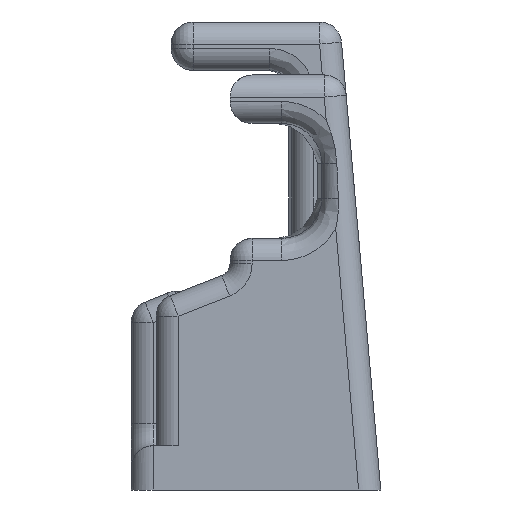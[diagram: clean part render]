
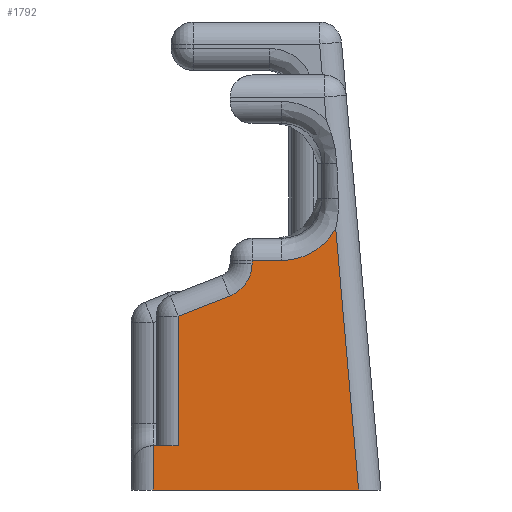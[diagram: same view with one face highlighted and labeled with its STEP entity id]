
A CAD part, left-side view. The second image highlights one B-rep face of the part: STEP entity #1792.
In plain terms, the highlighted planar face has unit normal (-1, 0, 0).
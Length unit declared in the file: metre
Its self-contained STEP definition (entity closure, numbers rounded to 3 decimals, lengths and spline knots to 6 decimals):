
#130=CIRCLE('',#1925,0.004);
#222=LINE('',#2759,#361);
#223=LINE('',#2762,#362);
#224=LINE('',#2764,#363);
#225=LINE('',#2766,#364);
#226=LINE('',#2774,#365);
#227=LINE('',#2776,#366);
#228=LINE('',#2780,#367);
#229=LINE('',#2782,#368);
#361=VECTOR('',#2160,1.);
#362=VECTOR('',#2161,1.);
#363=VECTOR('',#2162,1.);
#364=VECTOR('',#2163,1.);
#365=VECTOR('',#2164,1.);
#366=VECTOR('',#2165,1.);
#367=VECTOR('',#2168,1.);
#368=VECTOR('',#2169,1.);
#502=ORIENTED_EDGE('',*,*,#1062,.T.);
#503=ORIENTED_EDGE('',*,*,#1063,.T.);
#504=ORIENTED_EDGE('',*,*,#1064,.F.);
#505=ORIENTED_EDGE('',*,*,#1065,.T.);
#506=ORIENTED_EDGE('',*,*,#1066,.T.);
#507=ORIENTED_EDGE('',*,*,#1067,.T.);
#508=ORIENTED_EDGE('',*,*,#1068,.T.);
#509=ORIENTED_EDGE('',*,*,#1069,.T.);
#510=ORIENTED_EDGE('',*,*,#1070,.T.);
#511=ORIENTED_EDGE('',*,*,#1071,.T.);
#1062=EDGE_CURVE('',#1342,#1343,#222,.T.);
#1063=EDGE_CURVE('',#1343,#1344,#223,.F.);
#1064=EDGE_CURVE('',#1345,#1344,#224,.T.);
#1065=EDGE_CURVE('',#1345,#1346,#225,.T.);
#1066=EDGE_CURVE('',#1346,#1347,#1498,.T.);
#1067=EDGE_CURVE('',#1347,#1348,#226,.T.);
#1068=EDGE_CURVE('',#1348,#1349,#227,.F.);
#1069=EDGE_CURVE('',#1349,#1350,#130,.F.);
#1070=EDGE_CURVE('',#1350,#1351,#228,.F.);
#1071=EDGE_CURVE('',#1351,#1342,#229,.T.);
#1342=VERTEX_POINT('',#2760);
#1343=VERTEX_POINT('',#2761);
#1344=VERTEX_POINT('',#2763);
#1345=VERTEX_POINT('',#2765);
#1346=VERTEX_POINT('',#2767);
#1347=VERTEX_POINT('',#2773);
#1348=VERTEX_POINT('',#2775);
#1349=VERTEX_POINT('',#2777);
#1350=VERTEX_POINT('',#2779);
#1351=VERTEX_POINT('',#2781);
#1498=B_SPLINE_CURVE_WITH_KNOTS('',3,(#2768,#2769,#2770,#2771,#2772),
 .UNSPECIFIED.,.F.,.F.,(4,1,4),(0.003554,0.007255,
0.010955),.UNSPECIFIED.);
#1519=EDGE_LOOP('',(#502,#503,#504,#505,#506,#507,#508,#509,#510,#511));
#1639=FACE_BOUND('',#1519,.T.);
#1759=PLANE('',#1924);
#1792=ADVANCED_FACE('',(#1639),#1759,.T.);
#1924=AXIS2_PLACEMENT_3D('',#2758,#2158,#2159);
#1925=AXIS2_PLACEMENT_3D('',#2778,#2166,#2167);
#2158=DIRECTION('',(-1.,0.,0.));
#2159=DIRECTION('',(0.,1.,0.));
#2160=DIRECTION('',(0.,1.,0.));
#2161=DIRECTION('',(0.,0.,1.));
#2162=DIRECTION('',(0.,1.,0.));
#2163=DIRECTION('',(0.,0.087,0.996));
#2164=DIRECTION('',(0.,1.,0.));
#2165=DIRECTION('',(0.,0.,1.));
#2166=DIRECTION('',(-1.,0.,0.));
#2167=DIRECTION('',(0.,1.,0.));
#2168=DIRECTION('',(0.,-0.932,0.363));
#2169=DIRECTION('',(0.,0.,-1.));
#2758=CARTESIAN_POINT('',(-0.077599,-0.023135,0.015));
#2759=CARTESIAN_POINT('',(-0.077599,-0.020001,-0.03));
#2760=CARTESIAN_POINT('',(-0.077599,-0.01141,-0.03));
#2761=CARTESIAN_POINT('',(-0.077599,-0.008594,-0.03));
#2762=CARTESIAN_POINT('',(-0.077599,-0.008594,0.015));
#2763=CARTESIAN_POINT('',(-0.077599,-0.008594,-0.035));
#2764=CARTESIAN_POINT('',(-0.077599,-0.020001,-0.035));
#2765=CARTESIAN_POINT('',(-0.077599,-0.031837,-0.035));
#2766=CARTESIAN_POINT('',(-0.077599,-0.027744,0.011782));
#2767=CARTESIAN_POINT('',(-0.077599,-0.029249,-0.005417));
#2768=CARTESIAN_POINT('',(-0.077599,-0.029249,-0.005417));
#2769=CARTESIAN_POINT('',(-0.077599,-0.028645,-0.006493));
#2770=CARTESIAN_POINT('',(-0.077599,-0.026836,-0.00833));
#2771=CARTESIAN_POINT('',(-0.077599,-0.024369,-0.009));
#2772=CARTESIAN_POINT('',(-0.077599,-0.023118,-0.009));
#2773=CARTESIAN_POINT('',(-0.077599,-0.023118,-0.009));
#2774=CARTESIAN_POINT('',(-0.077599,-0.023135,-0.009));
#2775=CARTESIAN_POINT('',(-0.077599,-0.019787,-0.009));
#2776=CARTESIAN_POINT('',(-0.077599,-0.019787,-0.009317));
#2777=CARTESIAN_POINT('',(-0.077599,-0.019787,-0.009317));
#2778=CARTESIAN_POINT('',(-0.077599,-0.015787,-0.009317));
#2779=CARTESIAN_POINT('',(-0.077599,-0.017239,-0.013043));
#2780=CARTESIAN_POINT('',(-0.077599,-0.009818,-0.015936));
#2781=CARTESIAN_POINT('',(-0.077599,-0.01141,-0.015316));
#2782=CARTESIAN_POINT('',(-0.077599,-0.01141,-0.03));
